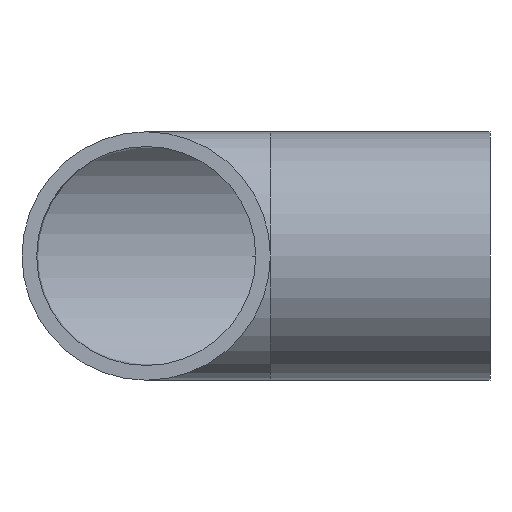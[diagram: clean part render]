
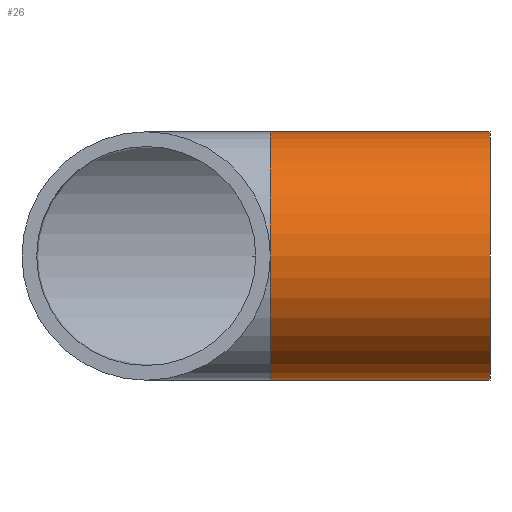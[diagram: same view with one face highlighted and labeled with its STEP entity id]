
A CAD part, front view. The second image highlights one B-rep face of the part: STEP entity #26.
In plain terms, the highlighted cylindrical face has radius 62.5 mm (diameter 125 mm), a partial arc.
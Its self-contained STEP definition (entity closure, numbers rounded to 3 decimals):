
#26 = ADVANCED_FACE ( 'NONE', ( #295 ), #431, .T. ) ;
#57 = DIRECTION ( 'NONE',  ( 0., 0., 1. ) ) ;
#58 = AXIS2_PLACEMENT_3D ( 'NONE', #156, #311, #443 ) ;
#59 = CIRCLE ( 'NONE', #58, 62.5 ) ;
#97 = CARTESIAN_POINT ( 'NONE',  ( 62.5, 173., 0. ) ) ;
#102 = AXIS2_PLACEMENT_3D ( 'NONE', #116, #274, #413 ) ;
#104 = CIRCLE ( 'NONE', #102, 62.5 ) ;
#114 = LINE ( 'NONE', #270, #128 ) ;
#116 = CARTESIAN_POINT ( 'NONE',  ( 62.5, 173., 0. ) ) ;
#123 = VERTEX_POINT ( 'NONE', #263 ) ;
#128 = VECTOR ( 'NONE', #411, 1000. ) ;
#150 = CARTESIAN_POINT ( 'NONE',  ( 62.5, 173., -62.5 ) ) ;
#156 = CARTESIAN_POINT ( 'NONE',  ( 173., 173., 0. ) ) ;
#170 = VERTEX_POINT ( 'NONE', #404 ) ;
#191 = VECTOR ( 'NONE', #306, 1000. ) ;
#202 = CARTESIAN_POINT ( 'NONE',  ( 62.5, 173., 62.5 ) ) ;
#204 = AXIS2_PLACEMENT_3D ( 'NONE', #265, #406, #57 ) ;
#207 = ORIENTED_EDGE ( 'NONE', *, *, #210, .T. ) ;
#210 = EDGE_CURVE ( 'NONE', #485, #123, #214, .T. ) ;
#214 = CIRCLE ( 'NONE', #204, 62.5 ) ;
#231 = EDGE_CURVE ( 'NONE', #170, #422, #471, .T. ) ;
#256 = DIRECTION ( 'NONE',  ( 1., 0., 0. ) ) ;
#263 = CARTESIAN_POINT ( 'NONE',  ( 62.5, 110.5, 0. ) ) ;
#265 = CARTESIAN_POINT ( 'NONE',  ( 62.5, 173., 0. ) ) ;
#269 = CARTESIAN_POINT ( 'NONE',  ( 173., 173., 62.5 ) ) ;
#270 = CARTESIAN_POINT ( 'NONE',  ( 62.5, 173., 62.5 ) ) ;
#271 = CARTESIAN_POINT ( 'NONE',  ( 173., 173., -62.5 ) ) ;
#274 = DIRECTION ( 'NONE',  ( 1., 0., 0. ) ) ;
#276 = EDGE_LOOP ( 'NONE', ( #446, #207, #292, #382, #280 ) ) ;
#280 = ORIENTED_EDGE ( 'NONE', *, *, #409, .F. ) ;
#282 = VERTEX_POINT ( 'NONE', #269 ) ;
#292 = ORIENTED_EDGE ( 'NONE', *, *, #363, .T. ) ;
#295 = FACE_OUTER_BOUND ( 'NONE', #276, .T. ) ;
#306 = DIRECTION ( 'NONE',  ( 1., 0., 0. ) ) ;
#311 = DIRECTION ( 'NONE',  ( 1., 0., 0. ) ) ;
#329 = AXIS2_PLACEMENT_3D ( 'NONE', #97, #256, #399 ) ;
#333 = EDGE_CURVE ( 'NONE', #485, #282, #114, .T. ) ;
#363 = EDGE_CURVE ( 'NONE', #123, #170, #104, .T. ) ;
#382 = ORIENTED_EDGE ( 'NONE', *, *, #231, .T. ) ;
#399 = DIRECTION ( 'NONE',  ( 0., 0., -1. ) ) ;
#404 = CARTESIAN_POINT ( 'NONE',  ( 62.5, 173., -62.5 ) ) ;
#406 = DIRECTION ( 'NONE',  ( 1., 0., 0. ) ) ;
#409 = EDGE_CURVE ( 'NONE', #282, #422, #59, .T. ) ;
#411 = DIRECTION ( 'NONE',  ( 1., 0., 0. ) ) ;
#413 = DIRECTION ( 'NONE',  ( 0., 0., 1. ) ) ;
#422 = VERTEX_POINT ( 'NONE', #271 ) ;
#431 = CYLINDRICAL_SURFACE ( 'NONE', #329, 62.5 ) ;
#443 = DIRECTION ( 'NONE',  ( 0., 0., 1. ) ) ;
#446 = ORIENTED_EDGE ( 'NONE', *, *, #333, .F. ) ;
#471 = LINE ( 'NONE', #150, #191 ) ;
#485 = VERTEX_POINT ( 'NONE', #202 ) ;
